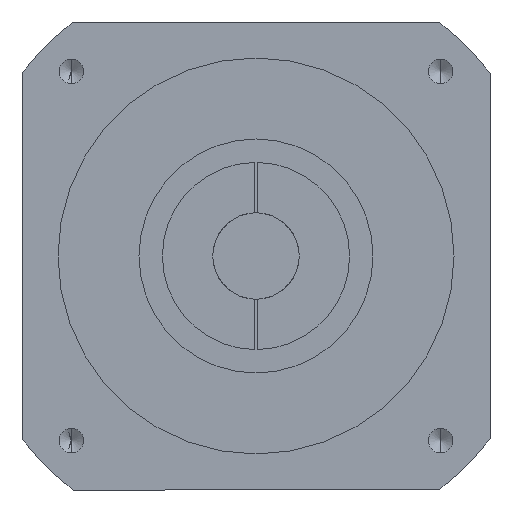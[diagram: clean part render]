
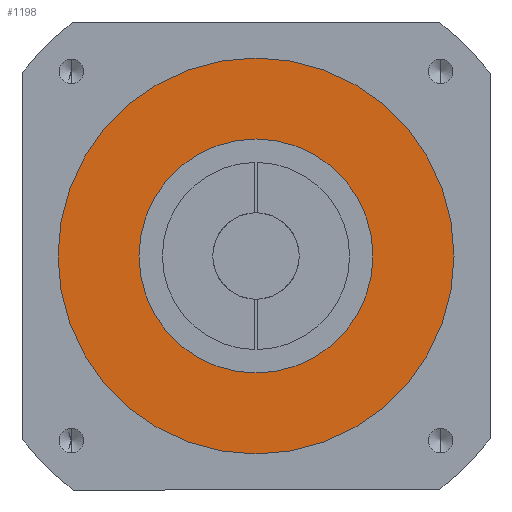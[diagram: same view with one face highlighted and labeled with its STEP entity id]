
A CAD part, front view. The second image highlights one B-rep face of the part: STEP entity #1198.
In plain terms, the highlighted planar face has unit normal (0, -1, 0).
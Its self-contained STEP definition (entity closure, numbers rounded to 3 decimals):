
#28 = FACE_OUTER_BOUND ( 'NONE', #2292, .T. ) ;
#46 = EDGE_CURVE ( 'NONE', #1953, #356, #1790, .T. ) ;
#138 = AXIS2_PLACEMENT_3D ( 'NONE', #924, #631, #442 ) ;
#201 = CIRCLE ( 'NONE', #747, 55. ) ;
#356 = VERTEX_POINT ( 'NONE', #1633 ) ;
#390 = EDGE_LOOP ( 'NONE', ( #1926, #1348 ) ) ;
#394 = EDGE_CURVE ( 'NONE', #1642, #2108, #2746, .T. ) ;
#442 = DIRECTION ( 'NONE',  ( 0., 0., 1. ) ) ;
#498 = CARTESIAN_POINT ( 'NONE',  ( 0., -84.5, 0. ) ) ;
#516 = CARTESIAN_POINT ( 'NONE',  ( 0., -84.5, 0. ) ) ;
#631 = DIRECTION ( 'NONE',  ( 0., 1., 0. ) ) ;
#649 = CIRCLE ( 'NONE', #953, 32.5 ) ;
#681 = EDGE_CURVE ( 'NONE', #356, #1953, #201, .T. ) ;
#747 = AXIS2_PLACEMENT_3D ( 'NONE', #516, #1226, #1294 ) ;
#752 = EDGE_CURVE ( 'NONE', #2108, #1642, #649, .T. ) ;
#763 = CARTESIAN_POINT ( 'NONE',  ( 0., -84.5, 32.5 ) ) ;
#819 = PLANE ( 'NONE',  #138 ) ;
#924 = CARTESIAN_POINT ( 'NONE',  ( 32.5, -84.5, 0. ) ) ;
#953 = AXIS2_PLACEMENT_3D ( 'NONE', #1264, #2276, #2291 ) ;
#1019 = CARTESIAN_POINT ( 'NONE',  ( 0., -84.5, 55. ) ) ;
#1198 = ADVANCED_FACE ( 'NONE', ( #1278, #28 ), #819, .F. ) ;
#1226 = DIRECTION ( 'NONE',  ( 0., -1., 0. ) ) ;
#1264 = CARTESIAN_POINT ( 'NONE',  ( 0., -84.5, 0. ) ) ;
#1278 = FACE_BOUND ( 'NONE', #390, .T. ) ;
#1294 = DIRECTION ( 'NONE',  ( 0., 0., -1. ) ) ;
#1342 = AXIS2_PLACEMENT_3D ( 'NONE', #498, #1950, #1480 ) ;
#1348 = ORIENTED_EDGE ( 'NONE', *, *, #394, .F. ) ;
#1427 = AXIS2_PLACEMENT_3D ( 'NONE', #1552, #1748, #1960 ) ;
#1480 = DIRECTION ( 'NONE',  ( 0., 0., -1. ) ) ;
#1552 = CARTESIAN_POINT ( 'NONE',  ( 0., -84.5, 0. ) ) ;
#1633 = CARTESIAN_POINT ( 'NONE',  ( 0., -84.5, -55. ) ) ;
#1642 = VERTEX_POINT ( 'NONE', #763 ) ;
#1748 = DIRECTION ( 'NONE',  ( 0., -1., 0. ) ) ;
#1790 = CIRCLE ( 'NONE', #1427, 55. ) ;
#1822 = CARTESIAN_POINT ( 'NONE',  ( 0., -84.5, -32.5 ) ) ;
#1926 = ORIENTED_EDGE ( 'NONE', *, *, #752, .F. ) ;
#1950 = DIRECTION ( 'NONE',  ( 0., -1., 0. ) ) ;
#1953 = VERTEX_POINT ( 'NONE', #1019 ) ;
#1960 = DIRECTION ( 'NONE',  ( 0., 0., -1. ) ) ;
#2108 = VERTEX_POINT ( 'NONE', #1822 ) ;
#2276 = DIRECTION ( 'NONE',  ( 0., -1., 0. ) ) ;
#2291 = DIRECTION ( 'NONE',  ( 0., 0., -1. ) ) ;
#2292 = EDGE_LOOP ( 'NONE', ( #2510, #2370 ) ) ;
#2370 = ORIENTED_EDGE ( 'NONE', *, *, #46, .T. ) ;
#2510 = ORIENTED_EDGE ( 'NONE', *, *, #681, .T. ) ;
#2746 = CIRCLE ( 'NONE', #1342, 32.5 ) ;
